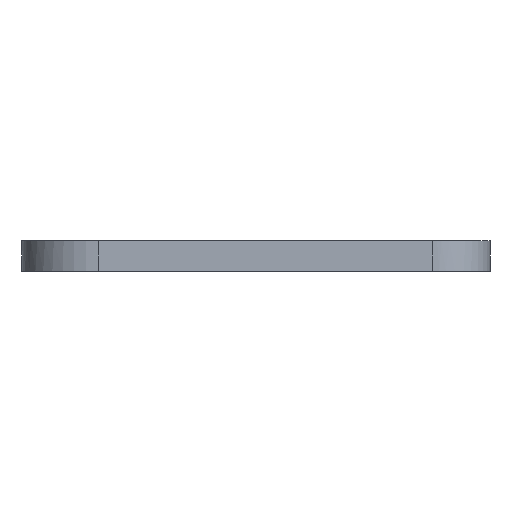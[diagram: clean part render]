
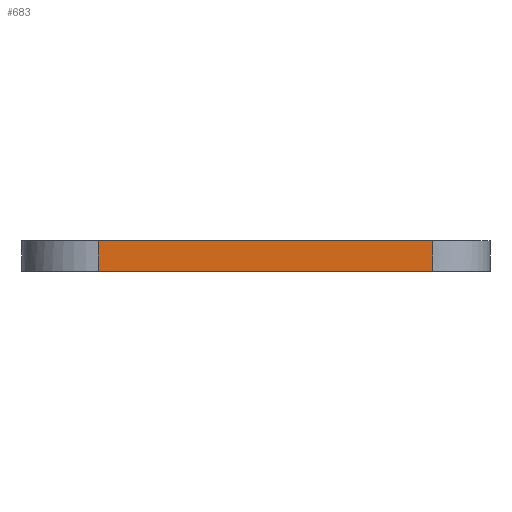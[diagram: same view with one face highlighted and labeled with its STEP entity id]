
A CAD part, left-side view. The second image highlights one B-rep face of the part: STEP entity #683.
In plain terms, the highlighted free-form (B-spline) face has degree [1, 1] with [2, 2] control points.
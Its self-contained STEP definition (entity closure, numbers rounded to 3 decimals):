
#2 = CARTESIAN_POINT ( 'NONE',  ( 421761.01, -97.719, -8. ) ) ;
#42 = CARTESIAN_POINT ( 'NONE',  ( 421761.01, -10., 0. ) ) ;
#49 = B_SPLINE_CURVE_WITH_KNOTS ( 'NONE', 1,
 ( #634, #55 ),
 .UNSPECIFIED., .F., .F.,
 ( 2, 2 ),
 ( 0., 1. ),
 .UNSPECIFIED. ) ;
#55 = CARTESIAN_POINT ( 'NONE',  ( 421761.01, -10., -8. ) ) ;
#56 = CARTESIAN_POINT ( 'NONE',  ( 421761.01, -10., -8. ) ) ;
#58 = CARTESIAN_POINT ( 'NONE',  ( 421761.01, -97.719, 0. ) ) ;
#73 = B_SPLINE_CURVE_WITH_KNOTS ( 'NONE', 1,
 ( #340, #596 ),
 .UNSPECIFIED., .F., .F.,
 ( 2, 2 ),
 ( -1., 0. ),
 .UNSPECIFIED. ) ;
#79 = B_SPLINE_CURVE_WITH_KNOTS ( 'NONE', 1,
 ( #42, #56 ),
 .UNSPECIFIED., .F., .F.,
 ( 2, 2 ),
 ( 0., 1. ),
 .UNSPECIFIED. ) ;
#85 = CARTESIAN_POINT ( 'NONE',  ( 421761.01, -10., 0. ) ) ;
#133 = EDGE_CURVE ( 'NONE', #391, #668, #73, .T. ) ;
#234 = FACE_OUTER_BOUND ( 'NONE', #688, .T. ) ;
#235 = EDGE_CURVE ( 'NONE', #668, #251, #49, .T. ) ;
#251 = VERTEX_POINT ( 'NONE', #514 ) ;
#254 = ORIENTED_EDGE ( 'NONE', *, *, #133, .F. ) ;
#269 = ORIENTED_EDGE ( 'NONE', *, *, #544, .T. ) ;
#283 = CARTESIAN_POINT ( 'NONE',  ( 421761.01, -10., 0. ) ) ;
#318 = B_SPLINE_CURVE_WITH_KNOTS ( 'NONE', 1,
 ( #419, #85 ),
 .UNSPECIFIED., .F., .F.,
 ( 2, 2 ),
 ( 0., 1. ),
 .UNSPECIFIED. ) ;
#340 = CARTESIAN_POINT ( 'NONE',  ( 421761.01, -97.719, 0. ) ) ;
#353 = B_SPLINE_SURFACE_WITH_KNOTS ( 'NONE', 1, 1, ( 
 ( #447, #500 ),
 ( #754, #686 ) ),
 .UNSPECIFIED., .F., .F., .F.,
 ( 2, 2 ),
 ( 2, 2 ),
 ( 0., 1. ),
 ( 0., 1. ),
 .UNSPECIFIED. ) ;
#363 = VERTEX_POINT ( 'NONE', #283 ) ;
#391 = VERTEX_POINT ( 'NONE', #58 ) ;
#419 = CARTESIAN_POINT ( 'NONE',  ( 421761.01, -97.719, 0. ) ) ;
#447 = CARTESIAN_POINT ( 'NONE',  ( 421761.01, -10., -8. ) ) ;
#500 = CARTESIAN_POINT ( 'NONE',  ( 421761.01, -97.719, -8. ) ) ;
#514 = CARTESIAN_POINT ( 'NONE',  ( 421761.01, -10., -8. ) ) ;
#544 = EDGE_CURVE ( 'NONE', #391, #363, #318, .T. ) ;
#550 = ORIENTED_EDGE ( 'NONE', *, *, #567, .T. ) ;
#567 = EDGE_CURVE ( 'NONE', #363, #251, #79, .T. ) ;
#596 = CARTESIAN_POINT ( 'NONE',  ( 421761.01, -97.719, -8. ) ) ;
#634 = CARTESIAN_POINT ( 'NONE',  ( 421761.01, -97.719, -8. ) ) ;
#668 = VERTEX_POINT ( 'NONE', #2 ) ;
#683 = ADVANCED_FACE ( 'NONE', ( #234 ), #353, .F. ) ;
#686 = CARTESIAN_POINT ( 'NONE',  ( 421761.01, -97.719, 0. ) ) ;
#688 = EDGE_LOOP ( 'NONE', ( #550, #736, #254, #269 ) ) ;
#736 = ORIENTED_EDGE ( 'NONE', *, *, #235, .F. ) ;
#754 = CARTESIAN_POINT ( 'NONE',  ( 421761.01, -10., 0. ) ) ;
